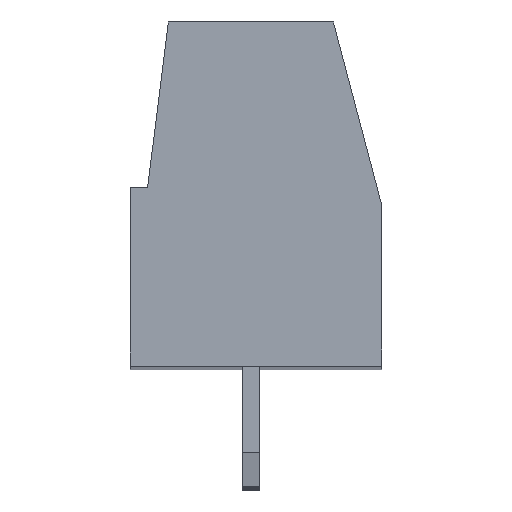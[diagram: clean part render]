
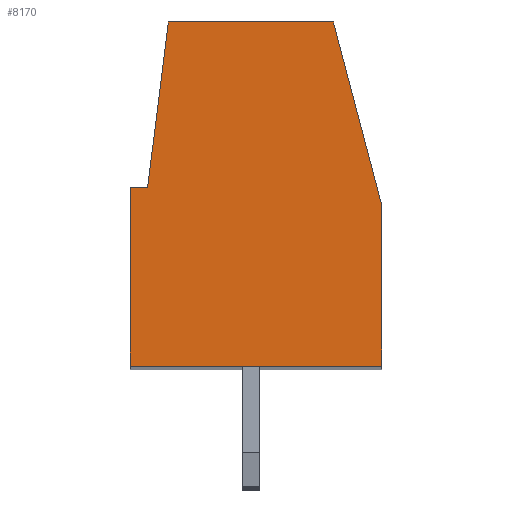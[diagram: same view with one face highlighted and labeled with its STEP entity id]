
A CAD part, top view. The second image highlights one B-rep face of the part: STEP entity #8170.
In plain terms, the highlighted planar face has unit normal (0, 0, 1).
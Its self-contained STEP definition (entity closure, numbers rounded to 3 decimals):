
#13=DIRECTION('',(0.,1.,0.));
#14=VECTOR('',#13,5.2);
#15=CARTESIAN_POINT('',(-3.5,-3.305,58.1));
#16=LINE('',#15,#14);
#17=DIRECTION('',(1.,0.,0.));
#18=VECTOR('',#17,0.5);
#19=CARTESIAN_POINT('',(-3.5,1.895,58.1));
#20=LINE('',#19,#18);
#21=DIRECTION('',(0.124,0.992,0.));
#22=VECTOR('',#21,4.837);
#23=CARTESIAN_POINT('',(-3.,1.895,58.1));
#24=LINE('',#23,#22);
#25=DIRECTION('',(1.,0.,0.));
#26=VECTOR('',#25,4.8);
#27=CARTESIAN_POINT('',(-2.4,6.695,58.1));
#28=LINE('',#27,#26);
#29=DIRECTION('',(0.255,-0.967,0.));
#30=VECTOR('',#29,5.482);
#31=CARTESIAN_POINT('',(2.4,6.695,58.1));
#32=LINE('',#31,#30);
#33=DIRECTION('',(0.,-1.,0.));
#34=VECTOR('',#33,4.7);
#35=CARTESIAN_POINT('',(3.8,1.395,58.1));
#36=LINE('',#35,#34);
#37=DIRECTION('',(-1.,0.,0.));
#38=VECTOR('',#37,7.3);
#39=CARTESIAN_POINT('',(3.8,-3.305,58.1));
#40=LINE('',#39,#38);
#6455=CARTESIAN_POINT('',(-3.5,-3.305,58.1));
#6456=CARTESIAN_POINT('',(-3.5,1.895,58.1));
#6457=VERTEX_POINT('',#6455);
#6458=VERTEX_POINT('',#6456);
#6459=CARTESIAN_POINT('',(3.8,-3.305,58.1));
#6460=VERTEX_POINT('',#6459);
#6461=CARTESIAN_POINT('',(3.8,1.395,58.1));
#6462=VERTEX_POINT('',#6461);
#6463=CARTESIAN_POINT('',(2.4,6.695,58.1));
#6464=VERTEX_POINT('',#6463);
#6465=CARTESIAN_POINT('',(-2.4,6.695,58.1));
#6466=VERTEX_POINT('',#6465);
#6467=CARTESIAN_POINT('',(-3.,1.895,58.1));
#6468=VERTEX_POINT('',#6467);
#8149=CARTESIAN_POINT('',(0.,0.,58.1));
#8150=DIRECTION('',(0.,0.,1.));
#8151=DIRECTION('',(1.,0.,0.));
#8152=AXIS2_PLACEMENT_3D('',#8149,#8150,#8151);
#8153=PLANE('',#8152);
#8155=ORIENTED_EDGE('',*,*,#8154,.T.);
#8157=ORIENTED_EDGE('',*,*,#8156,.T.);
#8159=ORIENTED_EDGE('',*,*,#8158,.T.);
#8161=ORIENTED_EDGE('',*,*,#8160,.T.);
#8163=ORIENTED_EDGE('',*,*,#8162,.T.);
#8165=ORIENTED_EDGE('',*,*,#8164,.T.);
#8167=ORIENTED_EDGE('',*,*,#8166,.T.);
#8168=EDGE_LOOP('',(#8155,#8157,#8159,#8161,#8163,#8165,#8167));
#8169=FACE_OUTER_BOUND('',#8168,.F.);
#8154=EDGE_CURVE('',#6457,#6458,#16,.T.);
#8156=EDGE_CURVE('',#6458,#6468,#20,.T.);
#8158=EDGE_CURVE('',#6468,#6466,#24,.T.);
#8160=EDGE_CURVE('',#6466,#6464,#28,.T.);
#8162=EDGE_CURVE('',#6464,#6462,#32,.T.);
#8164=EDGE_CURVE('',#6462,#6460,#36,.T.);
#8166=EDGE_CURVE('',#6460,#6457,#40,.T.);
#8170=ADVANCED_FACE('',(#8169),#8153,.T.);
